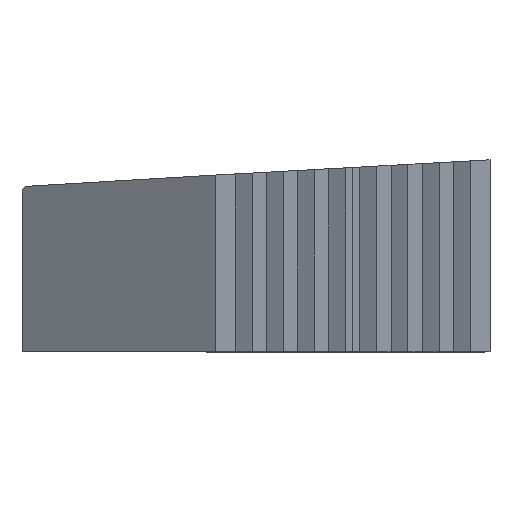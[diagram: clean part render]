
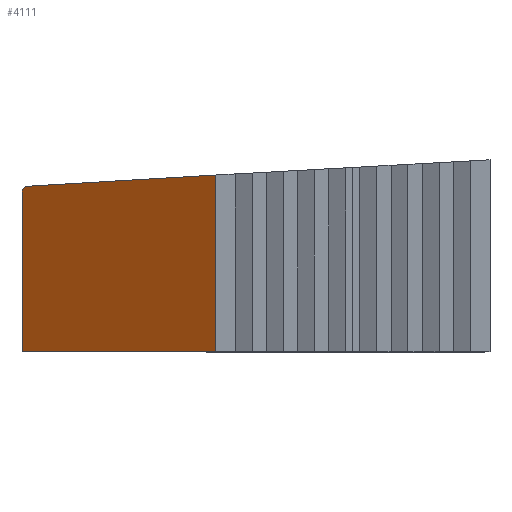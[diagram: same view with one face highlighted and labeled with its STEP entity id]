
A CAD part, top view. The second image highlights one B-rep face of the part: STEP entity #4111.
In plain terms, the highlighted planar face has unit normal (-0.609, 0, 0.793).
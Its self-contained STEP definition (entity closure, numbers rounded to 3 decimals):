
#3851 = PLANE('',#3852);
#3852 = AXIS2_PLACEMENT_3D('',#3853,#3854,#3855);
#3853 = CARTESIAN_POINT('',(5.571,-95.645,0.));
#3854 = DIRECTION('',(0.058,-0.998,0.));
#3855 = DIRECTION('',(0.,0.,-1.));
#3874 = VERTEX_POINT('',#3875);
#3875 = CARTESIAN_POINT('',(11600.526,579.684,
    4337.887));
#3888 = PLANE('',#3889);
#3889 = AXIS2_PLACEMENT_3D('',#3890,#3891,#3892);
#3890 = CARTESIAN_POINT('',(8612.481,-45.193,
    9172.593));
#3891 = DIRECTION('',(0.851,0.,0.526));
#3892 = DIRECTION('',(0.,-1.,0.));
#3899 = EDGE_CURVE('',#3874,#3900,#3902,.T.);
#3900 = VERTEX_POINT('',#3901);
#3901 = CARTESIAN_POINT('',(10981.507,543.631,
    3863.18));
#3902 = SURFACE_CURVE('',#3903,(#3907,#3913),.PCURVE_S1.);
#3903 = LINE('',#3904,#3905);
#3904 = CARTESIAN_POINT('',(-2357.281,-233.265,
    -6365.941));
#3905 = VECTOR('',#3906,1.);
#3906 = DIRECTION('',(-0.793,-0.046,-0.608
    ));
#3907 = PCURVE('',#3851,#3908);
#3908 = DEFINITIONAL_REPRESENTATION('',(#3909),#3912);
#3909 = B_SPLINE_CURVE_WITH_KNOTS('',1,(#3910,#3911),.UNSPECIFIED.,.F.,
  .F.,(2,2),(-18107.605,-16598.829),
  .PIECEWISE_BEZIER_KNOTS.);
#3910 = CARTESIAN_POINT('',(-4641.39,12011.045));
#3911 = CARTESIAN_POINT('',(-3724.229,10813.038));
#3912 = ( GEOMETRIC_REPRESENTATION_CONTEXT(2) 
PARAMETRIC_REPRESENTATION_CONTEXT() REPRESENTATION_CONTEXT('2D SPACE',''
  ) );
#3913 = PCURVE('',#3914,#3919);
#3914 = PLANE('',#3915);
#3915 = AXIS2_PLACEMENT_3D('',#3916,#3917,#3918);
#3916 = CARTESIAN_POINT('',(-6932.039,-20.197,
    -9874.187));
#3917 = DIRECTION('',(0.609,0.,-0.794));
#3918 = DIRECTION('',(0.,-1.,0.));
#3919 = DEFINITIONAL_REPRESENTATION('',(#3920),#3923);
#3920 = B_SPLINE_CURVE_WITH_KNOTS('',1,(#3921,#3922),.UNSPECIFIED.,.F.,
  .F.,(2,2),(-18107.605,-16598.829),
  .PIECEWISE_BEZIER_KNOTS.);
#3921 = CARTESIAN_POINT('',(-622.932,-23853.381));
#3922 = CARTESIAN_POINT('',(-553.274,-22346.213));
#3923 = ( GEOMETRIC_REPRESENTATION_CONTEXT(2) 
PARAMETRIC_REPRESENTATION_CONTEXT() REPRESENTATION_CONTEXT('2D SPACE',''
  ) );
#3939 = CYLINDRICAL_SURFACE('',#3940,23.);
#3940 = AXIS2_PLACEMENT_3D('',#3941,#3942,#3943);
#3941 = CARTESIAN_POINT('',(10972.624,520.074,
    3879.716));
#3942 = DIRECTION('',(0.525,0.031,-0.85)
  );
#3943 = DIRECTION('',(-0.058,0.998,
    0.));
#4000 = PLANE('',#4001);
#4001 = AXIS2_PLACEMENT_3D('',#4002,#4003,#4004);
#4002 = CARTESIAN_POINT('',(9655.324,0.,5967.381));
#4003 = DIRECTION('',(0.851,0.,0.526));
#4004 = DIRECTION('',(0.,-1.,0.));
#4026 = PLANE('',#4027);
#4027 = AXIS2_PLACEMENT_3D('',#4028,#4029,#4030);
#4028 = CARTESIAN_POINT('',(0.,0.,-7500.));
#4029 = DIRECTION('',(0.,-1.,-0.));
#4030 = DIRECTION('',(1.,0.,0.));
#4059 = EDGE_CURVE('',#4060,#3900,#4062,.T.);
#4060 = VERTEX_POINT('',#4061);
#4061 = CARTESIAN_POINT('',(10964.07,520.716,
    3849.808));
#4062 = SURFACE_CURVE('',#4063,(#4068,#4081),.PCURVE_S1.);
#4063 = ELLIPSE('',#4064,23.128,23.);
#4064 = AXIS2_PLACEMENT_3D('',#4065,#4066,#4067);
#4065 = CARTESIAN_POINT('',(10982.414,520.644,
    3863.875));
#4066 = DIRECTION('',(0.609,0.,-0.794
    ));
#4067 = DIRECTION('',(-0.759,0.292,-0.582));
#4068 = PCURVE('',#3939,#4069);
#4069 = DEFINITIONAL_REPRESENTATION('',(#4070),#4080);
#4070 = B_SPLINE_CURVE_WITH_KNOTS('',8,(#4071,#4072,#4073,#4074,#4075,
    #4076,#4077,#4078,#4079),.UNSPECIFIED.,.F.,.F.,(9,9),(5.989
    ,7.51),.PIECEWISE_BEZIER_KNOTS.);
#4071 = CARTESIAN_POINT('',(-1.521,20.954));
#4072 = CARTESIAN_POINT('',(-1.331,21.088));
#4073 = CARTESIAN_POINT('',(-1.141,21.126));
#4074 = CARTESIAN_POINT('',(-0.951,21.061));
#4075 = CARTESIAN_POINT('',(-0.761,20.892));
#4076 = CARTESIAN_POINT('',(-0.57,20.628));
#4077 = CARTESIAN_POINT('',(-0.38,20.285));
#4078 = CARTESIAN_POINT('',(-0.19,19.884));
#4079 = CARTESIAN_POINT('',(0.,19.449));
#4080 = ( GEOMETRIC_REPRESENTATION_CONTEXT(2) 
PARAMETRIC_REPRESENTATION_CONTEXT() REPRESENTATION_CONTEXT('2D SPACE',''
  ) );
#4081 = PCURVE('',#3914,#4082);
#4082 = DEFINITIONAL_REPRESENTATION('',(#4083),#4087);
#4083 = ELLIPSE('',#4084,23.128,23.);
#4084 = AXIS2_PLACEMENT_2D('',#4085,#4086);
#4085 = CARTESIAN_POINT('',(-540.841,-22575.694));
#4086 = DIRECTION('',(-0.292,0.957));
#4087 = ( GEOMETRIC_REPRESENTATION_CONTEXT(2) 
PARAMETRIC_REPRESENTATION_CONTEXT() REPRESENTATION_CONTEXT('2D SPACE',''
  ) );
#4111 = ADVANCED_FACE('',(#4112),#3914,.F.);
#4112 = FACE_BOUND('',#4113,.F.);
#4113 = EDGE_LOOP('',(#4114,#4115,#4136,#4157,#4176));
#4114 = ORIENTED_EDGE('',*,*,#3899,.F.);
#4115 = ORIENTED_EDGE('',*,*,#4116,.T.);
#4116 = EDGE_CURVE('',#3874,#4117,#4119,.T.);
#4117 = VERTEX_POINT('',#4118);
#4118 = CARTESIAN_POINT('',(11600.526,0.,4337.887));
#4119 = SURFACE_CURVE('',#4120,(#4124,#4130),.PCURVE_S1.);
#4120 = LINE('',#4121,#4122);
#4121 = CARTESIAN_POINT('',(11600.526,-32.695,
    4337.887));
#4122 = VECTOR('',#4123,1.);
#4123 = DIRECTION('',(0.,-1.,0.));
#4124 = PCURVE('',#3914,#4125);
#4125 = DEFINITIONAL_REPRESENTATION('',(#4126),#4129);
#4126 = B_SPLINE_CURVE_WITH_KNOTS('',1,(#4127,#4128),.UNSPECIFIED.,.F.,
  .F.,(2,2),(-723.158,600.62),.PIECEWISE_BEZIER_KNOTS.);
#4127 = CARTESIAN_POINT('',(-710.66,-23354.635));
#4128 = CARTESIAN_POINT('',(613.118,-23354.635));
#4129 = ( GEOMETRIC_REPRESENTATION_CONTEXT(2) 
PARAMETRIC_REPRESENTATION_CONTEXT() REPRESENTATION_CONTEXT('2D SPACE',''
  ) );
#4130 = PCURVE('',#3888,#4131);
#4131 = DEFINITIONAL_REPRESENTATION('',(#4132),#4135);
#4132 = B_SPLINE_CURVE_WITH_KNOTS('',1,(#4133,#4134),.UNSPECIFIED.,.F.,
  .F.,(2,2),(-723.158,600.62),.PIECEWISE_BEZIER_KNOTS.);
#4133 = CARTESIAN_POINT('',(-735.656,5683.555));
#4134 = CARTESIAN_POINT('',(588.122,5683.555));
#4135 = ( GEOMETRIC_REPRESENTATION_CONTEXT(2) 
PARAMETRIC_REPRESENTATION_CONTEXT() REPRESENTATION_CONTEXT('2D SPACE',''
  ) );
#4136 = ORIENTED_EDGE('',*,*,#4137,.T.);
#4137 = EDGE_CURVE('',#4117,#4138,#4140,.T.);
#4138 = VERTEX_POINT('',#4139);
#4139 = CARTESIAN_POINT('',(10964.07,0.,3849.808));
#4140 = SURFACE_CURVE('',#4141,(#4145,#4151),.PCURVE_S1.);
#4141 = LINE('',#4142,#4143);
#4142 = CARTESIAN_POINT('',(-4176.297,0.,
    -7760.89));
#4143 = VECTOR('',#4144,1.);
#4144 = DIRECTION('',(-0.794,0.,-0.609));
#4145 = PCURVE('',#3914,#4146);
#4146 = DEFINITIONAL_REPRESENTATION('',(#4147),#4150);
#4147 = B_SPLINE_CURVE_WITH_KNOTS('',1,(#4148,#4149),.UNSPECIFIED.,.F.,
  .F.,(2,2),(-19962.07,-18999.601),
  .PIECEWISE_BEZIER_KNOTS.);
#4148 = CARTESIAN_POINT('',(-20.197,-23434.841));
#4149 = CARTESIAN_POINT('',(-20.197,-22472.372));
#4150 = ( GEOMETRIC_REPRESENTATION_CONTEXT(2) 
PARAMETRIC_REPRESENTATION_CONTEXT() REPRESENTATION_CONTEXT('2D SPACE',''
  ) );
#4151 = PCURVE('',#4026,#4152);
#4152 = DEFINITIONAL_REPRESENTATION('',(#4153),#4156);
#4153 = B_SPLINE_CURVE_WITH_KNOTS('',1,(#4154,#4155),.UNSPECIFIED.,.F.,
  .F.,(2,2),(-19962.07,-18999.601),
  .PIECEWISE_BEZIER_KNOTS.);
#4154 = CARTESIAN_POINT('',(11664.171,11886.695));
#4155 = CARTESIAN_POINT('',(10900.424,11301.));
#4156 = ( GEOMETRIC_REPRESENTATION_CONTEXT(2) 
PARAMETRIC_REPRESENTATION_CONTEXT() REPRESENTATION_CONTEXT('2D SPACE',''
  ) );
#4157 = ORIENTED_EDGE('',*,*,#4158,.F.);
#4158 = EDGE_CURVE('',#4060,#4138,#4159,.T.);
#4159 = SURFACE_CURVE('',#4160,(#4164,#4170),.PCURVE_S1.);
#4160 = LINE('',#4161,#4162);
#4161 = CARTESIAN_POINT('',(10964.07,-10.098,
    3849.808));
#4162 = VECTOR('',#4163,1.);
#4163 = DIRECTION('',(0.,-1.,0.));
#4164 = PCURVE('',#3914,#4165);
#4165 = DEFINITIONAL_REPRESENTATION('',(#4166),#4169);
#4166 = B_SPLINE_CURVE_WITH_KNOTS('',1,(#4167,#4168),.UNSPECIFIED.,.F.,
  .F.,(2,2),(-686.179,596.818),.PIECEWISE_BEZIER_KNOTS.);
#4167 = CARTESIAN_POINT('',(-696.277,-22552.577));
#4168 = CARTESIAN_POINT('',(586.72,-22552.577));
#4169 = ( GEOMETRIC_REPRESENTATION_CONTEXT(2) 
PARAMETRIC_REPRESENTATION_CONTEXT() REPRESENTATION_CONTEXT('2D SPACE',''
  ) );
#4170 = PCURVE('',#4000,#4171);
#4171 = DEFINITIONAL_REPRESENTATION('',(#4172),#4175);
#4172 = B_SPLINE_CURVE_WITH_KNOTS('',1,(#4173,#4174),.UNSPECIFIED.,.F.,
  .F.,(2,2),(-686.179,596.818),.PIECEWISE_BEZIER_KNOTS.);
#4173 = CARTESIAN_POINT('',(-676.08,2489.364));
#4174 = CARTESIAN_POINT('',(606.916,2489.364));
#4175 = ( GEOMETRIC_REPRESENTATION_CONTEXT(2) 
PARAMETRIC_REPRESENTATION_CONTEXT() REPRESENTATION_CONTEXT('2D SPACE',''
  ) );
#4176 = ORIENTED_EDGE('',*,*,#4059,.T.);
